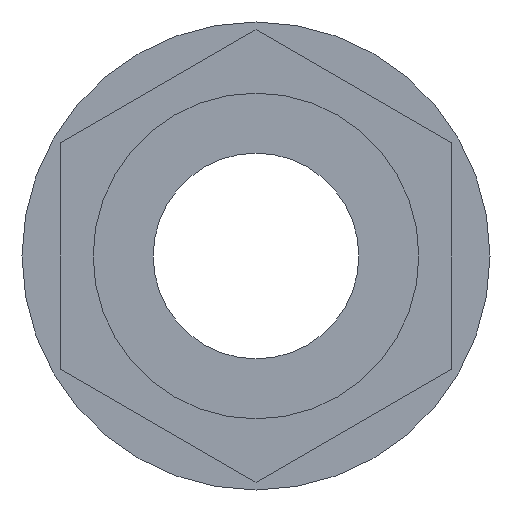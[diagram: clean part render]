
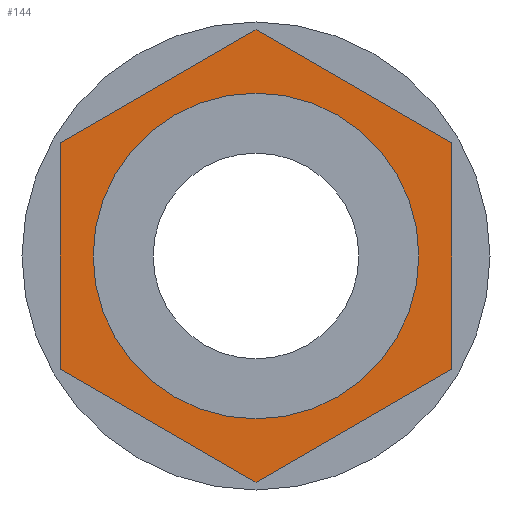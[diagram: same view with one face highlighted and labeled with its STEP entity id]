
A CAD part, front view. The second image highlights one B-rep face of the part: STEP entity #144.
In plain terms, the highlighted planar face has unit normal (0, -1, 0).
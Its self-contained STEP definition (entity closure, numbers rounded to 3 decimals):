
#24 = CIRCLE ( 'NONE', #592, 4.75 ) ;
#25 = EDGE_CURVE ( 'NONE', #612, #81, #353, .T. ) ;
#45 = CARTESIAN_POINT ( 'NONE',  ( -5.716, 6.8, -3.3 ) ) ;
#47 = ORIENTED_EDGE ( 'NONE', *, *, #507, .F. ) ;
#75 = FACE_OUTER_BOUND ( 'NONE', #194, .T. ) ;
#81 = VERTEX_POINT ( 'NONE', #207 ) ;
#92 = EDGE_CURVE ( 'NONE', #425, #475, #120, .T. ) ;
#97 = ORIENTED_EDGE ( 'NONE', *, *, #25, .T. ) ;
#118 = CARTESIAN_POINT ( 'NONE',  ( 5.716, 6.8, 0. ) ) ;
#120 = LINE ( 'NONE', #118, #229 ) ;
#136 = CARTESIAN_POINT ( 'NONE',  ( -2.858, 6.8, 4.95 ) ) ;
#137 = CARTESIAN_POINT ( 'NONE',  ( 0., 6.8, 0. ) ) ;
#138 = ORIENTED_EDGE ( 'NONE', *, *, #541, .F. ) ;
#140 = DIRECTION ( 'NONE',  ( 0., 0., -1. ) ) ;
#144 = ADVANCED_FACE ( 'NONE', ( #501, #75 ), #260, .F. ) ;
#149 = DIRECTION ( 'NONE',  ( 0.866, 0., 0.5 ) ) ;
#152 = EDGE_CURVE ( 'NONE', #81, #425, #405, .T. ) ;
#153 = CARTESIAN_POINT ( 'NONE',  ( 0., 6.8, 4.75 ) ) ;
#165 = DIRECTION ( 'NONE',  ( 0., 1., 0. ) ) ;
#188 = CARTESIAN_POINT ( 'NONE',  ( 0., 6.8, 6.6 ) ) ;
#194 = EDGE_LOOP ( 'NONE', ( #330, #97, #243, #220, #276, #256 ) ) ;
#201 = LINE ( 'NONE', #504, #290 ) ;
#204 = CARTESIAN_POINT ( 'NONE',  ( -2.858, 6.8, -4.95 ) ) ;
#207 = CARTESIAN_POINT ( 'NONE',  ( 0., 6.8, -6.6 ) ) ;
#209 = DIRECTION ( 'NONE',  ( 0., 0., 1. ) ) ;
#214 = VERTEX_POINT ( 'NONE', #284 ) ;
#218 = DIRECTION ( 'NONE',  ( 0., -1., 0. ) ) ;
#220 = ORIENTED_EDGE ( 'NONE', *, *, #92, .T. ) ;
#225 = DIRECTION ( 'NONE',  ( -0.866, 0., 0.5 ) ) ;
#229 = VECTOR ( 'NONE', #400, 1000. ) ;
#232 = EDGE_CURVE ( 'NONE', #314, #214, #324, .T. ) ;
#243 = ORIENTED_EDGE ( 'NONE', *, *, #152, .T. ) ;
#256 = ORIENTED_EDGE ( 'NONE', *, *, #232, .T. ) ;
#260 = PLANE ( 'NONE',  #269 ) ;
#268 = CARTESIAN_POINT ( 'NONE',  ( 5.716, 6.8, 3.3 ) ) ;
#269 = AXIS2_PLACEMENT_3D ( 'NONE', #453, #165, #209 ) ;
#276 = ORIENTED_EDGE ( 'NONE', *, *, #595, .T. ) ;
#281 = VECTOR ( 'NONE', #545, 1000. ) ;
#284 = CARTESIAN_POINT ( 'NONE',  ( -5.716, 6.8, 3.3 ) ) ;
#290 = VECTOR ( 'NONE', #294, 1000. ) ;
#291 = CIRCLE ( 'NONE', #610, 4.75 ) ;
#294 = DIRECTION ( 'NONE',  ( 0., 0., -1. ) ) ;
#314 = VERTEX_POINT ( 'NONE', #188 ) ;
#317 = DIRECTION ( 'NONE',  ( 0., -1., 0. ) ) ;
#324 = LINE ( 'NONE', #136, #401 ) ;
#330 = ORIENTED_EDGE ( 'NONE', *, *, #349, .T. ) ;
#337 = EDGE_LOOP ( 'NONE', ( #138, #47 ) ) ;
#349 = EDGE_CURVE ( 'NONE', #214, #612, #201, .T. ) ;
#353 = LINE ( 'NONE', #204, #281 ) ;
#379 = DIRECTION ( 'NONE',  ( 0., 0., -1. ) ) ;
#400 = DIRECTION ( 'NONE',  ( 0., 0., 1. ) ) ;
#401 = VECTOR ( 'NONE', #429, 1000. ) ;
#405 = LINE ( 'NONE', #617, #524 ) ;
#425 = VERTEX_POINT ( 'NONE', #452 ) ;
#429 = DIRECTION ( 'NONE',  ( -0.866, 0., -0.5 ) ) ;
#452 = CARTESIAN_POINT ( 'NONE',  ( 5.716, 6.8, -3.3 ) ) ;
#453 = CARTESIAN_POINT ( 'NONE',  ( -4.75, 6.8, 0. ) ) ;
#462 = CARTESIAN_POINT ( 'NONE',  ( 0., 6.8, 0. ) ) ;
#465 = VERTEX_POINT ( 'NONE', #153 ) ;
#466 = LINE ( 'NONE', #469, #563 ) ;
#469 = CARTESIAN_POINT ( 'NONE',  ( 2.858, 6.8, 4.95 ) ) ;
#475 = VERTEX_POINT ( 'NONE', #268 ) ;
#501 = FACE_BOUND ( 'NONE', #337, .T. ) ;
#504 = CARTESIAN_POINT ( 'NONE',  ( -5.716, 6.8, 0. ) ) ;
#507 = EDGE_CURVE ( 'NONE', #465, #606, #291, .T. ) ;
#524 = VECTOR ( 'NONE', #149, 1000. ) ;
#525 = CARTESIAN_POINT ( 'NONE',  ( 0., 6.8, -4.75 ) ) ;
#541 = EDGE_CURVE ( 'NONE', #606, #465, #24, .T. ) ;
#545 = DIRECTION ( 'NONE',  ( 0.866, 0., -0.5 ) ) ;
#563 = VECTOR ( 'NONE', #225, 1000. ) ;
#592 = AXIS2_PLACEMENT_3D ( 'NONE', #462, #317, #379 ) ;
#595 = EDGE_CURVE ( 'NONE', #475, #314, #466, .T. ) ;
#606 = VERTEX_POINT ( 'NONE', #525 ) ;
#610 = AXIS2_PLACEMENT_3D ( 'NONE', #137, #218, #140 ) ;
#612 = VERTEX_POINT ( 'NONE', #45 ) ;
#617 = CARTESIAN_POINT ( 'NONE',  ( 2.858, 6.8, -4.95 ) ) ;
